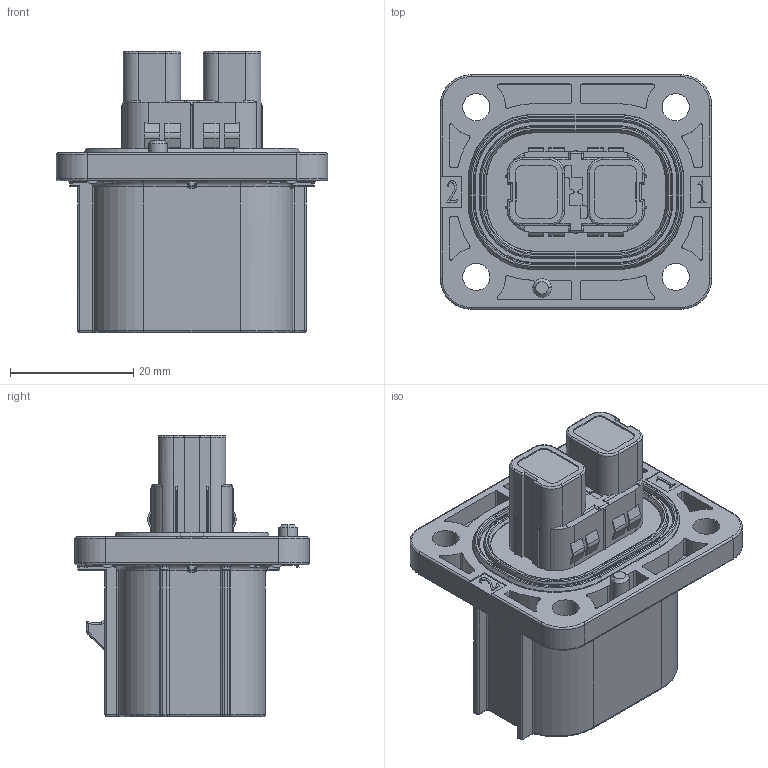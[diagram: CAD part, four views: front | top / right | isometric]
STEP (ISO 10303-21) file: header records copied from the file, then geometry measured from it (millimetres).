
FILE_DESCRIPTION (( 'STEP AP203' ), '1' );
FILE_NAME ('YGEV2-P2RB²å×ù.STEP', '2025-08-21T01:22:23', ( '' ), ( '' ), 'SwSTEP 2.0', 'SolidWorks 2023', '' );
FILE_SCHEMA (( 'CONFIG_CONTROL_DESIGN' ));
Products named in the file (1): YGEV2-P2RB插座
Bounding box: 44 x 38 x 45.55 mm (x, y, z)
Volume: 20387.6 mm3; surface area: 13037.5 mm2
Topology: 1 solids, 1 shells, 2422 faces, 6304 edges, 3954 vertices
Faces by surface type: plane 1354, cylinder 564, bspline 291, torus 126, sphere 49, cone 38
Entity records: 89806 total; most frequent: CARTESIAN_POINT 32222, ORIENTED_EDGE 12516, DIRECTION 11074, EDGE_CURVE 6258, LINE 4230, VECTOR 4230, VERTEX_POINT 3954, AXIS2_PLACEMENT_3D 3422
